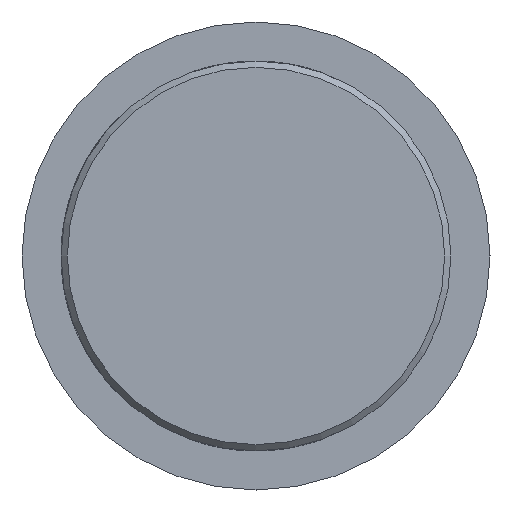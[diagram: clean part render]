
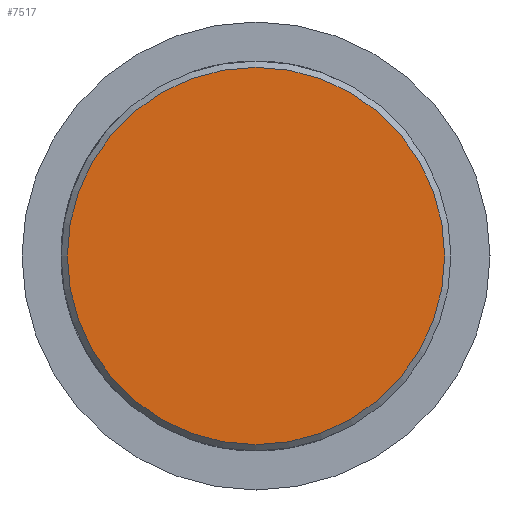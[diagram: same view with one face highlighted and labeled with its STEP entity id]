
A CAD part, front view. The second image highlights one B-rep face of the part: STEP entity #7517.
In plain terms, the highlighted planar face has unit normal (0, -1, 0).
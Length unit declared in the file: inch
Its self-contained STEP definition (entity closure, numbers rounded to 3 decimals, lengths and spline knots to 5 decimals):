
#2687 = DIRECTION ( 'NONE',  ( 0., 0., 1. ) ) ;
#7404 = DIRECTION ( 'NONE',  ( 0., 1., 0. ) ) ;
#7517 = ADVANCED_FACE ( 'NONE', ( #23755 ), #12677, .F. ) ;
#7912 = EDGE_CURVE ( 'NONE', #24067, #24067, #13895, .T. ) ;
#8968 = AXIS2_PLACEMENT_3D ( 'NONE', #30879, #22783, #2687 ) ;
#12677 = PLANE ( 'NONE',  #8968 ) ;
#13895 = CIRCLE ( 'NONE', #22275, 1.21 ) ;
#14617 = ORIENTED_EDGE ( 'NONE', *, *, #7912, .F. ) ;
#15774 = EDGE_LOOP ( 'NONE', ( #14617 ) ) ;
#18819 = CARTESIAN_POINT ( 'NONE',  ( 0., 0., 1.21 ) ) ;
#22275 = AXIS2_PLACEMENT_3D ( 'NONE', #28137, #7404, #25455 ) ;
#22783 = DIRECTION ( 'NONE',  ( 0., 1., 0. ) ) ;
#23755 = FACE_OUTER_BOUND ( 'NONE', #15774, .T. ) ;
#24067 = VERTEX_POINT ( 'NONE', #18819 ) ;
#25455 = DIRECTION ( 'NONE',  ( 0., 0., 1. ) ) ;
#28137 = CARTESIAN_POINT ( 'NONE',  ( 0., 0., 0. ) ) ;
#30879 = CARTESIAN_POINT ( 'NONE',  ( 0., 0., 0. ) ) ;
